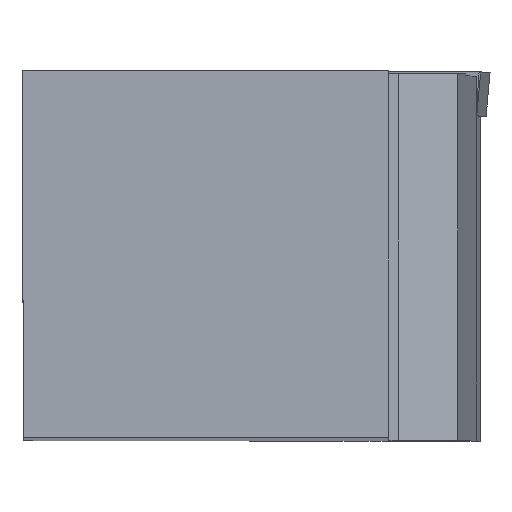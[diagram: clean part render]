
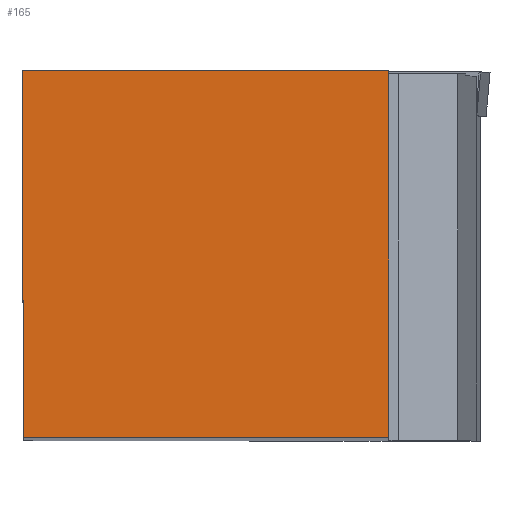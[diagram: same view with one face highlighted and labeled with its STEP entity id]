
A CAD part, top view. The second image highlights one B-rep face of the part: STEP entity #165.
In plain terms, the highlighted planar face has unit normal (0, 0, 1).
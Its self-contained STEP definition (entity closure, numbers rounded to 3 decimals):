
#129=FACE_OUTER_BOUND('',#378,.T.);
#165=ADVANCED_FACE('BLANK_BOXF006',(#129),#192,.F.);
#192=PLANE('',#863);
#221=LINE('',#1225,#281);
#248=LINE('',#1303,#308);
#257=LINE('',#1321,#317);
#258=LINE('',#1322,#318);
#281=VECTOR('',#966,1.);
#308=VECTOR('',#1035,1.);
#317=VECTOR('',#1052,1.);
#318=VECTOR('',#1053,1.);
#378=EDGE_LOOP('',(#523,#524,#525,#526));
#523=ORIENTED_EDGE('',*,*,#713,.T.);
#524=ORIENTED_EDGE('',*,*,#664,.T.);
#525=ORIENTED_EDGE('',*,*,#714,.T.);
#526=ORIENTED_EDGE('',*,*,#703,.T.);
#594=VERTEX_POINT('',#1224);
#595=VERTEX_POINT('',#1226);
#624=VERTEX_POINT('',#1302);
#625=VERTEX_POINT('',#1304);
#664=EDGE_CURVE('',#595,#594,#221,.T.);
#703=EDGE_CURVE('',#625,#624,#248,.T.);
#713=EDGE_CURVE('',#624,#595,#257,.T.);
#714=EDGE_CURVE('',#594,#625,#258,.T.);
#863=AXIS2_PLACEMENT_3D('',#1323,#1054,#1055);
#966=DIRECTION('',(-1.,0.,0.));
#1035=DIRECTION('',(1.,0.,0.));
#1052=DIRECTION('',(0.,1.,0.));
#1053=DIRECTION('',(0.004,-1.,0.));
#1054=DIRECTION('',(0.,0.,-1.));
#1055=DIRECTION('',(1.,0.,0.));
#1224=CARTESIAN_POINT('',(0.,19.875,0.));
#1225=CARTESIAN_POINT('',(137.35,19.875,0.));
#1226=CARTESIAN_POINT('',(19.875,19.875,0.));
#1302=CARTESIAN_POINT('',(19.875,0.,0.));
#1303=CARTESIAN_POINT('',(-137.35,0.,0.));
#1304=CARTESIAN_POINT('',(0.087,0.,0.));
#1321=CARTESIAN_POINT('',(19.875,-137.35,0.));
#1322=CARTESIAN_POINT('',(-0.513,137.349,0.));
#1323=CARTESIAN_POINT('',(36.35,-5.,0.));
